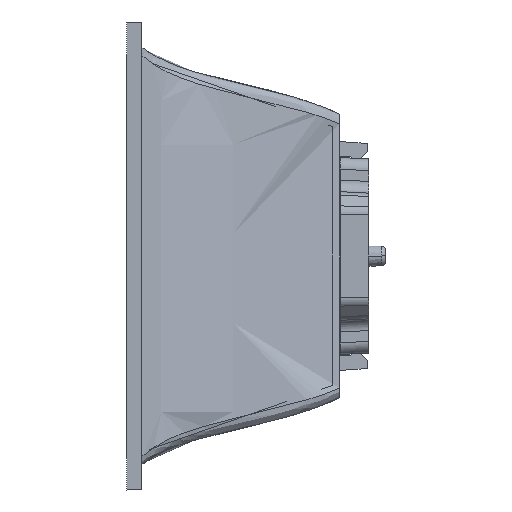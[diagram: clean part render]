
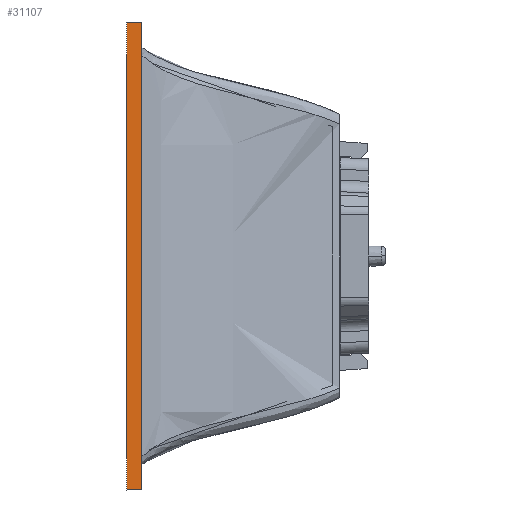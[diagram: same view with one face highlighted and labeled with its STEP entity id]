
A CAD part, left-side view. The second image highlights one B-rep face of the part: STEP entity #31107.
In plain terms, the highlighted planar face has unit normal (-1, -0.018, 0).
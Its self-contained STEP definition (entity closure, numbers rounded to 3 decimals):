
#18881=CARTESIAN_POINT('',(-259.981,18.7,19.977));
#18882=CARTESIAN_POINT('',(-259.989,19.133,
19.985));
#18883=CARTESIAN_POINT('',(-259.989,19.567,
19.992));
#18884=CARTESIAN_POINT('',(-259.996,20.,20.));
#21376=DIRECTION('',(-0.012,1.,-0.017));
#21377=VECTOR('',#21376,1.3);
#21378=CARTESIAN_POINT('',(-259.981,18.7,-19.977));
#21379=LINE('',#21378,#21377);
#21380=DIRECTION('',(0.,0.,1.));
#21381=VECTOR('',#21380,40.);
#21382=CARTESIAN_POINT('',(-259.996,20.,-20.));
#21383=LINE('',#21382,#21381);
#21388=DIRECTION('',(0.,0.,1.));
#21389=VECTOR('',#21388,39.955);
#21390=CARTESIAN_POINT('',(-259.981,18.7,-19.977));
#21391=LINE('',#21390,#21389);
#23233=CARTESIAN_POINT('',(-259.996,20.,20.));
#23235=VERTEX_POINT('',#23233);
#23237=CARTESIAN_POINT('',(-259.996,20.,-20.));
#23238=VERTEX_POINT('',#23237);
#23246=CARTESIAN_POINT('',(-259.981,18.7,19.977));
#23247=VERTEX_POINT('',#23246);
#23259=CARTESIAN_POINT('',(-259.981,18.7,-19.977));
#23260=VERTEX_POINT('',#23259);
#31095=CARTESIAN_POINT('',(-260.,20.,-24.403));
#31096=DIRECTION('',(-1.,-0.017,0.));
#31097=DIRECTION('',(0.,0.,1.));
#31098=AXIS2_PLACEMENT_3D('',#31095,#31096,#31097);
#31099=PLANE('',#31098);
#31101=ORIENTED_EDGE('',*,*,#31100,.F.);
#31102=ORIENTED_EDGE('',*,*,#24240,.T.);
#31103=ORIENTED_EDGE('',*,*,#24110,.T.);
#31104=ORIENTED_EDGE('',*,*,#24200,.F.);
#31105=EDGE_LOOP('',(#31101,#31102,#31103,#31104));
#31106=FACE_OUTER_BOUND('',#31105,.F.);
#31107=ADVANCED_FACE('',(#31106),#31099,.T.);
#18885=B_SPLINE_CURVE_WITH_KNOTS('',3,(#18881,#18882,#18883,#18884),
.UNSPECIFIED.,.F.,.F.,(4,4),(0.,1.),.UNSPECIFIED.);
#24110=EDGE_CURVE('',#23238,#23235,#21383,.T.);
#24200=EDGE_CURVE('',#23247,#23235,#18885,.T.);
#24240=EDGE_CURVE('',#23260,#23238,#21379,.T.);
#31100=EDGE_CURVE('',#23260,#23247,#21391,.T.);
